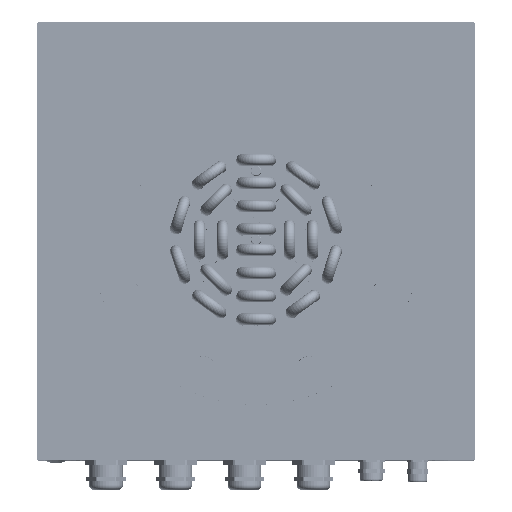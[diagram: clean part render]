
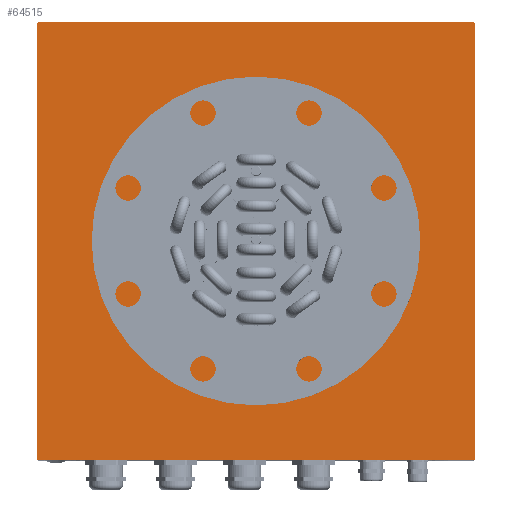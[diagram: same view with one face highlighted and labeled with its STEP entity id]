
A CAD part, top view. The second image highlights one B-rep face of the part: STEP entity #64515.
In plain terms, the highlighted face is planar.
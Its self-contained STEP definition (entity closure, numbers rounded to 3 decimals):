
#80 = AXIS2_PLACEMENT_3D ( 'NONE', #12090, #61511, #11032 ) ;
#348 = AXIS2_PLACEMENT_3D ( 'NONE', #32277, #16035, #10035 ) ;
#629 = DIRECTION ( 'NONE',  ( 1., 0., 0. ) ) ;
#1728 = AXIS2_PLACEMENT_3D ( 'NONE', #27160, #42892, #629 ) ;
#1746 = VERTEX_POINT ( 'NONE', #23055 ) ;
#3861 = CARTESIAN_POINT ( 'NONE',  ( 0., 0., -4. ) ) ;
#4754 = CARTESIAN_POINT ( 'NONE',  ( -188., 190., -4. ) ) ;
#4833 = CARTESIAN_POINT ( 'NONE',  ( -190., -188., -4. ) ) ;
#5603 = DIRECTION ( 'NONE',  ( 0., 0., -1. ) ) ;
#5766 = VERTEX_POINT ( 'NONE', #32258 ) ;
#6182 = DIRECTION ( 'NONE',  ( -1., 0., 0. ) ) ;
#6283 = CARTESIAN_POINT ( 'NONE',  ( -190., 188., -4. ) ) ;
#8595 = VECTOR ( 'NONE', #55122, 1000. ) ;
#9013 = VERTEX_POINT ( 'NONE', #36402 ) ;
#9683 = CARTESIAN_POINT ( 'NONE',  ( -85.15, 0., -4. ) ) ;
#10035 = DIRECTION ( 'NONE',  ( 1., 0., 0. ) ) ;
#11032 = DIRECTION ( 'NONE',  ( 1., 0., 0. ) ) ;
#12090 = CARTESIAN_POINT ( 'NONE',  ( -188., -188., -4. ) ) ;
#12615 = EDGE_CURVE ( 'NONE', #34695, #101793, #93805, .T. ) ;
#13224 = ORIENTED_EDGE ( 'NONE', *, *, #101865, .F. ) ;
#13322 = DIRECTION ( 'NONE',  ( 1., 0., 0. ) ) ;
#13727 = VECTOR ( 'NONE', #52192, 1000. ) ;
#14802 = CARTESIAN_POINT ( 'NONE',  ( 190., -188., -4. ) ) ;
#16035 = DIRECTION ( 'NONE',  ( 0., 0., 1. ) ) ;
#18505 = DIRECTION ( 'NONE',  ( -1., 0., 0. ) ) ;
#19692 = AXIS2_PLACEMENT_3D ( 'NONE', #106205, #5603, #63690 ) ;
#22599 = EDGE_CURVE ( 'NONE', #67770, #93103, #54499, .T. ) ;
#23055 = CARTESIAN_POINT ( 'NONE',  ( 188., -190., -4. ) ) ;
#23980 = VERTEX_POINT ( 'NONE', #9683 ) ;
#26276 = ORIENTED_EDGE ( 'NONE', *, *, #78941, .T. ) ;
#26590 = CARTESIAN_POINT ( 'NONE',  ( 188., 188., -4. ) ) ;
#27160 = CARTESIAN_POINT ( 'NONE',  ( -188., 188., -4. ) ) ;
#28124 = EDGE_LOOP ( 'NONE', ( #57625, #106612, #13224, #78891, #107568, #58297, #33913, #97094 ) ) ;
#31593 = CARTESIAN_POINT ( 'NONE',  ( 190., 188., -4. ) ) ;
#32258 = CARTESIAN_POINT ( 'NONE',  ( -190., 188., -4. ) ) ;
#32277 = CARTESIAN_POINT ( 'NONE',  ( 0., 0., -4. ) ) ;
#33913 = ORIENTED_EDGE ( 'NONE', *, *, #85196, .F. ) ;
#34122 = CARTESIAN_POINT ( 'NONE',  ( -188., -190., -4. ) ) ;
#34695 = VERTEX_POINT ( 'NONE', #4833 ) ;
#34921 = VECTOR ( 'NONE', #13322, 1000. ) ;
#36402 = CARTESIAN_POINT ( 'NONE',  ( 85.15, 0., -4. ) ) ;
#38575 = CARTESIAN_POINT ( 'NONE',  ( 190., 188., -4. ) ) ;
#38733 = EDGE_CURVE ( 'NONE', #23980, #9013, #47050, .T. ) ;
#42310 = DIRECTION ( 'NONE',  ( 0., 0., 1. ) ) ;
#42892 = DIRECTION ( 'NONE',  ( 0., 0., 1. ) ) ;
#46368 = CARTESIAN_POINT ( 'NONE',  ( 188., -188., -4. ) ) ;
#47050 = CIRCLE ( 'NONE', #348, 85.15 ) ;
#47873 = FACE_OUTER_BOUND ( 'NONE', #28124, .T. ) ;
#49707 = EDGE_CURVE ( 'NONE', #69136, #84079, #106182, .T. ) ;
#50265 = EDGE_CURVE ( 'NONE', #5766, #34695, #104752, .T. ) ;
#52192 = DIRECTION ( 'NONE',  ( 0., 1., 0. ) ) ;
#54309 = DIRECTION ( 'NONE',  ( 1., 0., 0. ) ) ;
#54499 = LINE ( 'NONE', #105714, #82205 ) ;
#54988 = AXIS2_PLACEMENT_3D ( 'NONE', #3861, #87005, #54309 ) ;
#55122 = DIRECTION ( 'NONE',  ( 0., -1., 0. ) ) ;
#55505 = FACE_BOUND ( 'NONE', #61998, .T. ) ;
#56801 = CIRCLE ( 'NONE', #89828, 2. ) ;
#57625 = ORIENTED_EDGE ( 'NONE', *, *, #57738, .F. ) ;
#57738 = EDGE_CURVE ( 'NONE', #84079, #67770, #56801, .T. ) ;
#58297 = ORIENTED_EDGE ( 'NONE', *, *, #50265, .F. ) ;
#60995 = EDGE_CURVE ( 'NONE', #101793, #1746, #86183, .T. ) ;
#61511 = DIRECTION ( 'NONE',  ( 0., 0., 1. ) ) ;
#61998 = EDGE_LOOP ( 'NONE', ( #26276, #90426 ) ) ;
#63690 = DIRECTION ( 'NONE',  ( -1., 0., 0. ) ) ;
#64515 = ADVANCED_FACE ( 'NONE', ( #55505, #47873 ), #97985, .T. ) ;
#66671 = CARTESIAN_POINT ( 'NONE',  ( 188., 190., -4. ) ) ;
#67770 = VERTEX_POINT ( 'NONE', #66671 ) ;
#69136 = VERTEX_POINT ( 'NONE', #14802 ) ;
#69834 = CARTESIAN_POINT ( 'NONE',  ( -188., -190., -4. ) ) ;
#74587 = CIRCLE ( 'NONE', #1728, 2. ) ;
#76108 = CIRCLE ( 'NONE', #88253, 2. ) ;
#78891 = ORIENTED_EDGE ( 'NONE', *, *, #60995, .F. ) ;
#78941 = EDGE_CURVE ( 'NONE', #9013, #23980, #84560, .T. ) ;
#79604 = DIRECTION ( 'NONE',  ( 0., 0., 1. ) ) ;
#82205 = VECTOR ( 'NONE', #6182, 1000. ) ;
#84079 = VERTEX_POINT ( 'NONE', #38575 ) ;
#84560 = CIRCLE ( 'NONE', #54988, 85.15 ) ;
#85196 = EDGE_CURVE ( 'NONE', #93103, #5766, #74587, .T. ) ;
#86183 = LINE ( 'NONE', #69834, #34921 ) ;
#87005 = DIRECTION ( 'NONE',  ( 0., 0., 1. ) ) ;
#88253 = AXIS2_PLACEMENT_3D ( 'NONE', #46368, #79604, #89363 ) ;
#89363 = DIRECTION ( 'NONE',  ( 1., 0., 0. ) ) ;
#89828 = AXIS2_PLACEMENT_3D ( 'NONE', #26590, #42310, #18505 ) ;
#90426 = ORIENTED_EDGE ( 'NONE', *, *, #38733, .T. ) ;
#93103 = VERTEX_POINT ( 'NONE', #4754 ) ;
#93805 = CIRCLE ( 'NONE', #80, 2. ) ;
#97094 = ORIENTED_EDGE ( 'NONE', *, *, #22599, .F. ) ;
#97985 = PLANE ( 'NONE',  #19692 ) ;
#101793 = VERTEX_POINT ( 'NONE', #34122 ) ;
#101865 = EDGE_CURVE ( 'NONE', #1746, #69136, #76108, .T. ) ;
#104752 = LINE ( 'NONE', #6283, #8595 ) ;
#105714 = CARTESIAN_POINT ( 'NONE',  ( -188., 190., -4. ) ) ;
#106182 = LINE ( 'NONE', #31593, #13727 ) ;
#106205 = CARTESIAN_POINT ( 'NONE',  ( 188., 188., -4. ) ) ;
#106612 = ORIENTED_EDGE ( 'NONE', *, *, #49707, .F. ) ;
#107568 = ORIENTED_EDGE ( 'NONE', *, *, #12615, .F. ) ;
